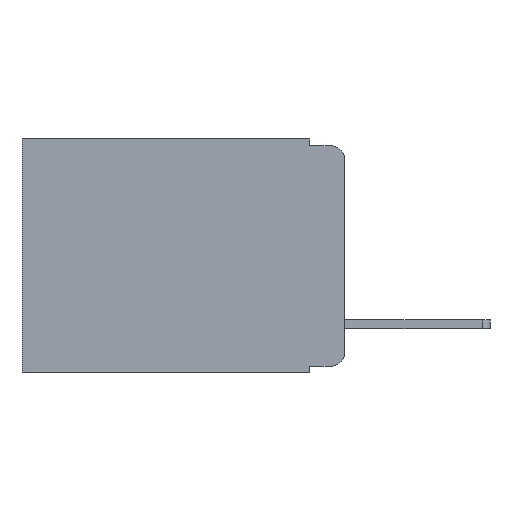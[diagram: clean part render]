
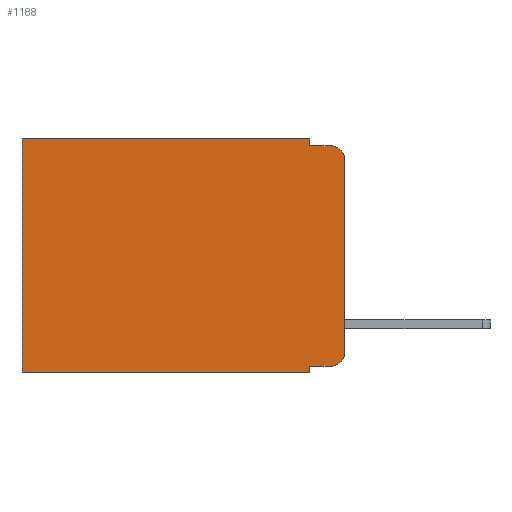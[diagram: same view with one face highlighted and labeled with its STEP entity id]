
A CAD part, left-side view. The second image highlights one B-rep face of the part: STEP entity #1188.
In plain terms, the highlighted planar face has unit normal (-1, 0, 0).
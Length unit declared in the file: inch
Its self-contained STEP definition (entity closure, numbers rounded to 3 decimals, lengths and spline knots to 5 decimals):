
#261 = LINE ( 'NONE', #16784, #16363 ) ;
#338 = DIRECTION ( 'NONE',  ( 0., 0., -1. ) ) ;
#385 = LINE ( 'NONE', #17629, #8324 ) ;
#419 = VERTEX_POINT ( 'NONE', #637 ) ;
#637 = CARTESIAN_POINT ( 'NONE',  ( 0.298, 0.473, 0. ) ) ;
#765 = VECTOR ( 'NONE', #6250, 39.37008 ) ;
#1188 = ADVANCED_FACE ( 'NONE', ( #1853 ), #12754, .F. ) ;
#1193 = VERTEX_POINT ( 'NONE', #12489 ) ;
#1254 = LINE ( 'NONE', #13982, #765 ) ;
#1853 = FACE_OUTER_BOUND ( 'NONE', #8110, .T. ) ;
#1902 = VERTEX_POINT ( 'NONE', #7115 ) ;
#2054 = EDGE_CURVE ( 'NONE', #1193, #13594, #261, .T. ) ;
#2633 = CARTESIAN_POINT ( 'NONE',  ( 0.298, 0.051, 0. ) ) ;
#2785 = LINE ( 'NONE', #6409, #6495 ) ;
#3109 = EDGE_CURVE ( 'NONE', #13594, #17044, #17473, .T. ) ;
#3573 = DIRECTION ( 'NONE',  ( 0., 0., -1. ) ) ;
#3763 = AXIS2_PLACEMENT_3D ( 'NONE', #9209, #9108, #3573 ) ;
#3913 = ORIENTED_EDGE ( 'NONE', *, *, #17990, .T. ) ;
#3983 = LINE ( 'NONE', #2633, #15867 ) ;
#4162 = EDGE_CURVE ( 'NONE', #19207, #17044, #9371, .T. ) ;
#4194 = CARTESIAN_POINT ( 'NONE',  ( 0.298, 0.051, -0.01 ) ) ;
#4315 = VERTEX_POINT ( 'NONE', #16920 ) ;
#4762 = VERTEX_POINT ( 'NONE', #10904 ) ;
#5038 = CARTESIAN_POINT ( 'NONE',  ( 0.298, 0., -0.03 ) ) ;
#5039 = VERTEX_POINT ( 'NONE', #6535 ) ;
#5052 = ORIENTED_EDGE ( 'NONE', *, *, #15989, .T. ) ;
#5824 = ORIENTED_EDGE ( 'NONE', *, *, #19005, .F. ) ;
#5953 = ORIENTED_EDGE ( 'NONE', *, *, #15232, .F. ) ;
#6250 = DIRECTION ( 'NONE',  ( 0., 1., 0. ) ) ;
#6260 = ORIENTED_EDGE ( 'NONE', *, *, #19988, .T. ) ;
#6306 = AXIS2_PLACEMENT_3D ( 'NONE', #18929, #9820, #338 ) ;
#6339 = CARTESIAN_POINT ( 'NONE',  ( 0.298, 0., 0. ) ) ;
#6376 = VECTOR ( 'NONE', #12546, 39.37008 ) ;
#6409 = CARTESIAN_POINT ( 'NONE',  ( 0.298, 0.051, -0.333 ) ) ;
#6495 = VECTOR ( 'NONE', #14205, 39.37008 ) ;
#6509 = CARTESIAN_POINT ( 'NONE',  ( 0.298, 0.473, -0.343 ) ) ;
#6535 = CARTESIAN_POINT ( 'NONE',  ( 0.298, 0.02, -0.333 ) ) ;
#6764 = LINE ( 'NONE', #6339, #18526 ) ;
#6994 = ORIENTED_EDGE ( 'NONE', *, *, #18529, .T. ) ;
#7115 = CARTESIAN_POINT ( 'NONE',  ( 0.298, 0.051, -0.333 ) ) ;
#7347 = EDGE_CURVE ( 'NONE', #19207, #4315, #6764, .T. ) ;
#7926 = ORIENTED_EDGE ( 'NONE', *, *, #2054, .F. ) ;
#7938 = DIRECTION ( 'NONE',  ( 0., 0., -1. ) ) ;
#7943 = CARTESIAN_POINT ( 'NONE',  ( 0.298, 0., -0.343 ) ) ;
#8110 = EDGE_LOOP ( 'NONE', ( #8886, #9769, #8531, #7926, #6994, #6260, #5953, #5824, #3913, #5052 ) ) ;
#8324 = VECTOR ( 'NONE', #19162, 39.37008 ) ;
#8531 = ORIENTED_EDGE ( 'NONE', *, *, #3109, .F. ) ;
#8805 = CIRCLE ( 'NONE', #6306, 0.02 ) ;
#8886 = ORIENTED_EDGE ( 'NONE', *, *, #7347, .F. ) ;
#9108 = DIRECTION ( 'NONE',  ( -1., 0., 0. ) ) ;
#9209 = CARTESIAN_POINT ( 'NONE',  ( 0.298, 0.02, -0.03 ) ) ;
#9371 = CIRCLE ( 'NONE', #3763, 0.02 ) ;
#9384 = VECTOR ( 'NONE', #16347, 39.37008 ) ;
#9769 = ORIENTED_EDGE ( 'NONE', *, *, #4162, .T. ) ;
#9820 = DIRECTION ( 'NONE',  ( -1., 0., 0. ) ) ;
#10904 = CARTESIAN_POINT ( 'NONE',  ( 0.298, 0.051, -0.343 ) ) ;
#12489 = CARTESIAN_POINT ( 'NONE',  ( 0.298, 0.051, 0. ) ) ;
#12546 = DIRECTION ( 'NONE',  ( 0., 1., 0. ) ) ;
#12754 = PLANE ( 'NONE',  #17951 ) ;
#13594 = VERTEX_POINT ( 'NONE', #4194 ) ;
#13982 = CARTESIAN_POINT ( 'NONE',  ( 0.298, 0., 0. ) ) ;
#14205 = DIRECTION ( 'NONE',  ( 0., -1., 0. ) ) ;
#14671 = VERTEX_POINT ( 'NONE', #6509 ) ;
#15232 = EDGE_CURVE ( 'NONE', #4762, #14671, #19085, .T. ) ;
#15867 = VECTOR ( 'NONE', #18111, 39.37008 ) ;
#15989 = EDGE_CURVE ( 'NONE', #5039, #4315, #8805, .T. ) ;
#16347 = DIRECTION ( 'NONE',  ( 0., -1., 0. ) ) ;
#16363 = VECTOR ( 'NONE', #17769, 39.37008 ) ;
#16784 = CARTESIAN_POINT ( 'NONE',  ( 0.298, 0.051, 0. ) ) ;
#16920 = CARTESIAN_POINT ( 'NONE',  ( 0.298, 0., -0.313 ) ) ;
#17044 = VERTEX_POINT ( 'NONE', #19483 ) ;
#17473 = LINE ( 'NONE', #17797, #9384 ) ;
#17629 = CARTESIAN_POINT ( 'NONE',  ( 0.298, 0.473, 0. ) ) ;
#17769 = DIRECTION ( 'NONE',  ( 0., 0., -1. ) ) ;
#17797 = CARTESIAN_POINT ( 'NONE',  ( 0.298, 0.051, -0.01 ) ) ;
#17870 = DIRECTION ( 'NONE',  ( 0., 0., -1. ) ) ;
#17951 = AXIS2_PLACEMENT_3D ( 'NONE', #18984, #18859, #17870 ) ;
#17990 = EDGE_CURVE ( 'NONE', #1902, #5039, #2785, .T. ) ;
#18111 = DIRECTION ( 'NONE',  ( 0., 0., -1. ) ) ;
#18526 = VECTOR ( 'NONE', #7938, 39.37008 ) ;
#18529 = EDGE_CURVE ( 'NONE', #1193, #419, #1254, .T. ) ;
#18859 = DIRECTION ( 'NONE',  ( 1., 0., 0. ) ) ;
#18929 = CARTESIAN_POINT ( 'NONE',  ( 0.298, 0.02, -0.313 ) ) ;
#18984 = CARTESIAN_POINT ( 'NONE',  ( 0.298, 0., 0. ) ) ;
#19005 = EDGE_CURVE ( 'NONE', #1902, #4762, #3983, .T. ) ;
#19085 = LINE ( 'NONE', #7943, #6376 ) ;
#19162 = DIRECTION ( 'NONE',  ( 0., 0., -1. ) ) ;
#19207 = VERTEX_POINT ( 'NONE', #5038 ) ;
#19483 = CARTESIAN_POINT ( 'NONE',  ( 0.298, 0.02, -0.01 ) ) ;
#19988 = EDGE_CURVE ( 'NONE', #419, #14671, #385, .T. ) ;
